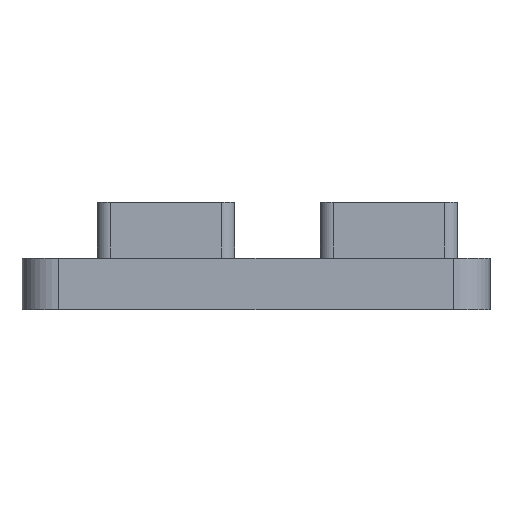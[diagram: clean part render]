
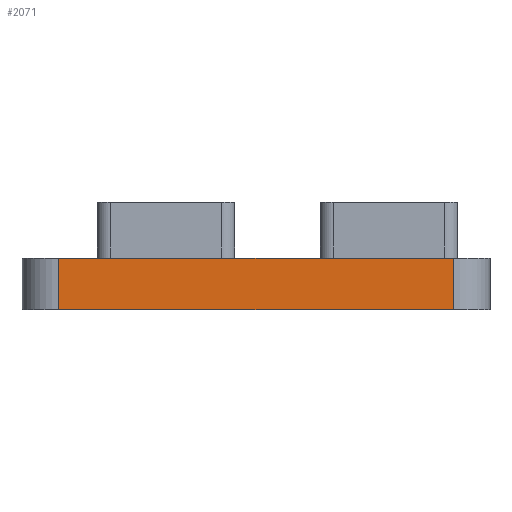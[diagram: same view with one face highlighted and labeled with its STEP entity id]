
A CAD part, left-side view. The second image highlights one B-rep face of the part: STEP entity #2071.
In plain terms, the highlighted planar face has unit normal (-1, 0, 0).
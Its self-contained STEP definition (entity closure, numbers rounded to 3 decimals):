
#103 = DIRECTION ( 'NONE',  ( 0., -1., 0. ) ) ;
#126 = VERTEX_POINT ( 'NONE', #2108 ) ;
#145 = CARTESIAN_POINT ( 'NONE',  ( -2.3, 48., 0. ) ) ;
#177 = AXIS2_PLACEMENT_3D ( 'NONE', #1482, #1888, #933 ) ;
#186 = EDGE_CURVE ( 'NONE', #1502, #1154, #1295, .T. ) ;
#192 = FACE_OUTER_BOUND ( 'NONE', #527, .T. ) ;
#333 = VECTOR ( 'NONE', #103, 1000. ) ;
#354 = CARTESIAN_POINT ( 'NONE',  ( -2.3, 2., 0. ) ) ;
#378 = DIRECTION ( 'NONE',  ( 0., 0., -1. ) ) ;
#478 = VECTOR ( 'NONE', #795, 1000. ) ;
#507 = CARTESIAN_POINT ( 'NONE',  ( -2.3, 2., 6. ) ) ;
#527 = EDGE_LOOP ( 'NONE', ( #2231, #1732, #1149, #989 ) ) ;
#765 = EDGE_CURVE ( 'NONE', #126, #1882, #1779, .T. ) ;
#795 = DIRECTION ( 'NONE',  ( 0., 0., -1. ) ) ;
#843 = CARTESIAN_POINT ( 'NONE',  ( -2.3, 48., 155.432 ) ) ;
#864 = DIRECTION ( 'NONE',  ( 0., -1., 0. ) ) ;
#933 = DIRECTION ( 'NONE',  ( 0., 1., 0. ) ) ;
#989 = ORIENTED_EDGE ( 'NONE', *, *, #186, .F. ) ;
#1072 = CARTESIAN_POINT ( 'NONE',  ( -2.3, 48., 0. ) ) ;
#1149 = ORIENTED_EDGE ( 'NONE', *, *, #1974, .T. ) ;
#1154 = VERTEX_POINT ( 'NONE', #354 ) ;
#1188 = LINE ( 'NONE', #1774, #333 ) ;
#1295 = LINE ( 'NONE', #2058, #1921 ) ;
#1482 = CARTESIAN_POINT ( 'NONE',  ( -2.3, 48., 155.432 ) ) ;
#1502 = VERTEX_POINT ( 'NONE', #507 ) ;
#1703 = PLANE ( 'NONE',  #177 ) ;
#1732 = ORIENTED_EDGE ( 'NONE', *, *, #765, .T. ) ;
#1774 = CARTESIAN_POINT ( 'NONE',  ( -2.3, 48., 6. ) ) ;
#1779 = LINE ( 'NONE', #843, #478 ) ;
#1882 = VERTEX_POINT ( 'NONE', #1072 ) ;
#1888 = DIRECTION ( 'NONE',  ( 1., 0., 0. ) ) ;
#1893 = VECTOR ( 'NONE', #864, 1000. ) ;
#1921 = VECTOR ( 'NONE', #378, 1000. ) ;
#1974 = EDGE_CURVE ( 'NONE', #1882, #1154, #2373, .T. ) ;
#2058 = CARTESIAN_POINT ( 'NONE',  ( -2.3, 2., 155.432 ) ) ;
#2071 = ADVANCED_FACE ( 'NONE', ( #192 ), #1703, .F. ) ;
#2108 = CARTESIAN_POINT ( 'NONE',  ( -2.3, 48., 6. ) ) ;
#2231 = ORIENTED_EDGE ( 'NONE', *, *, #2260, .F. ) ;
#2260 = EDGE_CURVE ( 'NONE', #126, #1502, #1188, .T. ) ;
#2373 = LINE ( 'NONE', #145, #1893 ) ;
